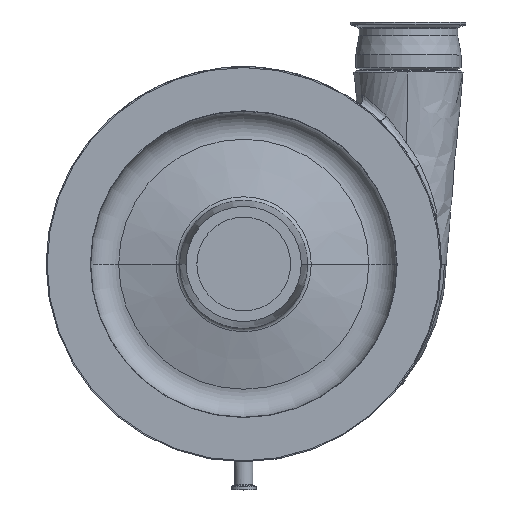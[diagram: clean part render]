
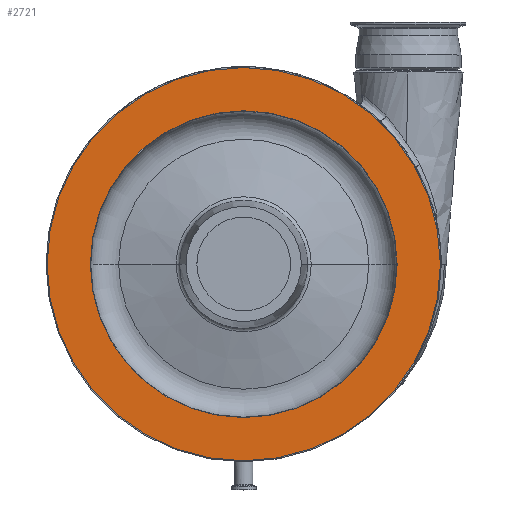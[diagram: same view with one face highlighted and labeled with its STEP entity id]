
A CAD part, top view. The second image highlights one B-rep face of the part: STEP entity #2721.
In plain terms, the highlighted planar face has unit normal (0, 0, 1).
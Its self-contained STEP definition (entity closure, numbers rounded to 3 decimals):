
#294 = DIRECTION ( 'NONE',  ( -1., 0., 0. ) ) ;
#374 = EDGE_CURVE ( 'NONE', #8609, #2406, #8473, .T. ) ;
#834 = DIRECTION ( 'NONE',  ( -1., 0., 0. ) ) ;
#878 = PLANE ( 'NONE',  #5517 ) ;
#903 = DIRECTION ( 'NONE',  ( 0., 0., -1. ) ) ;
#1066 = CIRCLE ( 'NONE', #8768, 203. ) ;
#1426 = CARTESIAN_POINT ( 'NONE',  ( 203., 0., 257. ) ) ;
#1630 = CARTESIAN_POINT ( 'NONE',  ( 0., 0., 257. ) ) ;
#1837 = CARTESIAN_POINT ( 'NONE',  ( -203., 0., 257. ) ) ;
#2230 = EDGE_CURVE ( 'NONE', #10932, #4235, #5512, .T. ) ;
#2406 = VERTEX_POINT ( 'NONE', #1837 ) ;
#2721 = ADVANCED_FACE ( 'NONE', ( #3783, #7693 ), #878, .T. ) ;
#2963 = DIRECTION ( 'NONE',  ( 0., 0., 1. ) ) ;
#3050 = DIRECTION ( 'NONE',  ( -1., 0., 0. ) ) ;
#3168 = CARTESIAN_POINT ( 'NONE',  ( -158.354, 0., 257. ) ) ;
#3222 = EDGE_CURVE ( 'NONE', #2406, #8609, #1066, .T. ) ;
#3731 = ORIENTED_EDGE ( 'NONE', *, *, #374, .F. ) ;
#3783 = FACE_BOUND ( 'NONE', #9611, .T. ) ;
#3986 = EDGE_CURVE ( 'NONE', #4235, #10932, #4937, .T. ) ;
#4235 = VERTEX_POINT ( 'NONE', #11968 ) ;
#4649 = DIRECTION ( 'NONE',  ( 0., 0., -1. ) ) ;
#4937 = CIRCLE ( 'NONE', #6149, 158.354 ) ;
#5290 = EDGE_LOOP ( 'NONE', ( #12122, #3731 ) ) ;
#5492 = DIRECTION ( 'NONE',  ( 0., 0., -1. ) ) ;
#5512 = CIRCLE ( 'NONE', #8552, 158.354 ) ;
#5517 = AXIS2_PLACEMENT_3D ( 'NONE', #12513, #2963, #7751 ) ;
#5963 = CARTESIAN_POINT ( 'NONE',  ( 0., 0., 257. ) ) ;
#6149 = AXIS2_PLACEMENT_3D ( 'NONE', #1630, #5492, #9354 ) ;
#6946 = CARTESIAN_POINT ( 'NONE',  ( 0., 0., 257. ) ) ;
#7693 = FACE_OUTER_BOUND ( 'NONE', #5290, .T. ) ;
#7751 = DIRECTION ( 'NONE',  ( 1., 0., 0. ) ) ;
#8473 = CIRCLE ( 'NONE', #12063, 203. ) ;
#8552 = AXIS2_PLACEMENT_3D ( 'NONE', #12469, #4649, #834 ) ;
#8609 = VERTEX_POINT ( 'NONE', #1426 ) ;
#8768 = AXIS2_PLACEMENT_3D ( 'NONE', #6946, #10522, #3050 ) ;
#9354 = DIRECTION ( 'NONE',  ( -1., 0., 0. ) ) ;
#9611 = EDGE_LOOP ( 'NONE', ( #11189, #11297 ) ) ;
#10522 = DIRECTION ( 'NONE',  ( 0., 0., -1. ) ) ;
#10932 = VERTEX_POINT ( 'NONE', #3168 ) ;
#11189 = ORIENTED_EDGE ( 'NONE', *, *, #2230, .T. ) ;
#11297 = ORIENTED_EDGE ( 'NONE', *, *, #3986, .T. ) ;
#11968 = CARTESIAN_POINT ( 'NONE',  ( 158.354, 0., 257. ) ) ;
#12063 = AXIS2_PLACEMENT_3D ( 'NONE', #5963, #903, #294 ) ;
#12122 = ORIENTED_EDGE ( 'NONE', *, *, #3222, .F. ) ;
#12469 = CARTESIAN_POINT ( 'NONE',  ( 0., 0., 257. ) ) ;
#12513 = CARTESIAN_POINT ( 'NONE',  ( 0., 158.354, 257. ) ) ;
